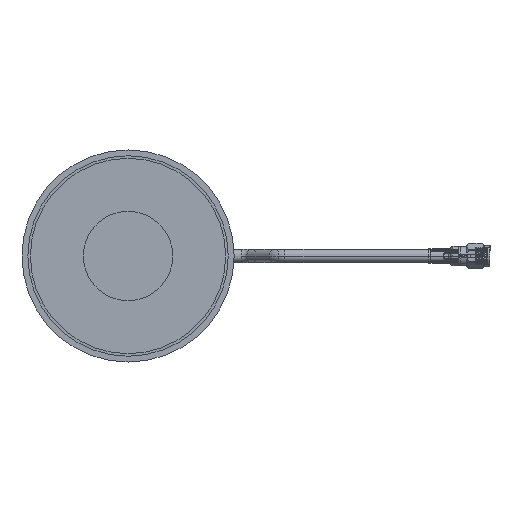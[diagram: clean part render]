
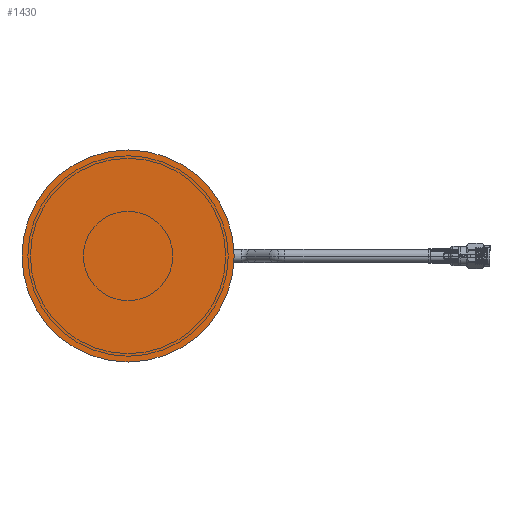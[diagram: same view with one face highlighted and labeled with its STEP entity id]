
A CAD part, front view. The second image highlights one B-rep face of the part: STEP entity #1430.
In plain terms, the highlighted planar face has unit normal (0, -1, 0).
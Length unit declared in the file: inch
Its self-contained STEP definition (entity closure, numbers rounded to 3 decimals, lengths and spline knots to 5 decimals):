
#69 = FACE_OUTER_BOUND ( 'NONE', #12215, .T. ) ;
#120 = EDGE_CURVE ( 'NONE', #4393, #3335, #3934, .T. ) ;
#135 = ORIENTED_EDGE ( 'NONE', *, *, #120, .F. ) ;
#371 = DIRECTION ( 'NONE',  ( 0., 1., 0. ) ) ;
#670 = DIRECTION ( 'NONE',  ( 0., 0., -1. ) ) ;
#1430 = ADVANCED_FACE ( 'NONE', ( #69 ), #4825, .F. ) ;
#2497 = AXIS2_PLACEMENT_3D ( 'NONE', #6093, #371, #8504 ) ;
#3335 = VERTEX_POINT ( 'NONE', #10219 ) ;
#3934 = CIRCLE ( 'NONE', #12248, 1.49606 ) ;
#4393 = VERTEX_POINT ( 'NONE', #12167 ) ;
#4574 = DIRECTION ( 'NONE',  ( 0., 0., -1. ) ) ;
#4825 = PLANE ( 'NONE',  #2497 ) ;
#5692 = ORIENTED_EDGE ( 'NONE', *, *, #12516, .F. ) ;
#6093 = CARTESIAN_POINT ( 'NONE',  ( 0., -0.00984, 0. ) ) ;
#6252 = CIRCLE ( 'NONE', #7698, 1.49606 ) ;
#7666 = CARTESIAN_POINT ( 'NONE',  ( 0., -0.00984, 0. ) ) ;
#7698 = AXIS2_PLACEMENT_3D ( 'NONE', #9129, #11258, #4574 ) ;
#8504 = DIRECTION ( 'NONE',  ( 0., 0., 1. ) ) ;
#8780 = DIRECTION ( 'NONE',  ( 0., 1., 0. ) ) ;
#9129 = CARTESIAN_POINT ( 'NONE',  ( 0., -0.00984, 0. ) ) ;
#10219 = CARTESIAN_POINT ( 'NONE',  ( 0., -0.00984, 1.49606 ) ) ;
#11258 = DIRECTION ( 'NONE',  ( 0., 1., 0. ) ) ;
#12167 = CARTESIAN_POINT ( 'NONE',  ( 0., -0.00984, -1.49606 ) ) ;
#12215 = EDGE_LOOP ( 'NONE', ( #135, #5692 ) ) ;
#12248 = AXIS2_PLACEMENT_3D ( 'NONE', #7666, #8780, #670 ) ;
#12516 = EDGE_CURVE ( 'NONE', #3335, #4393, #6252, .T. ) ;
